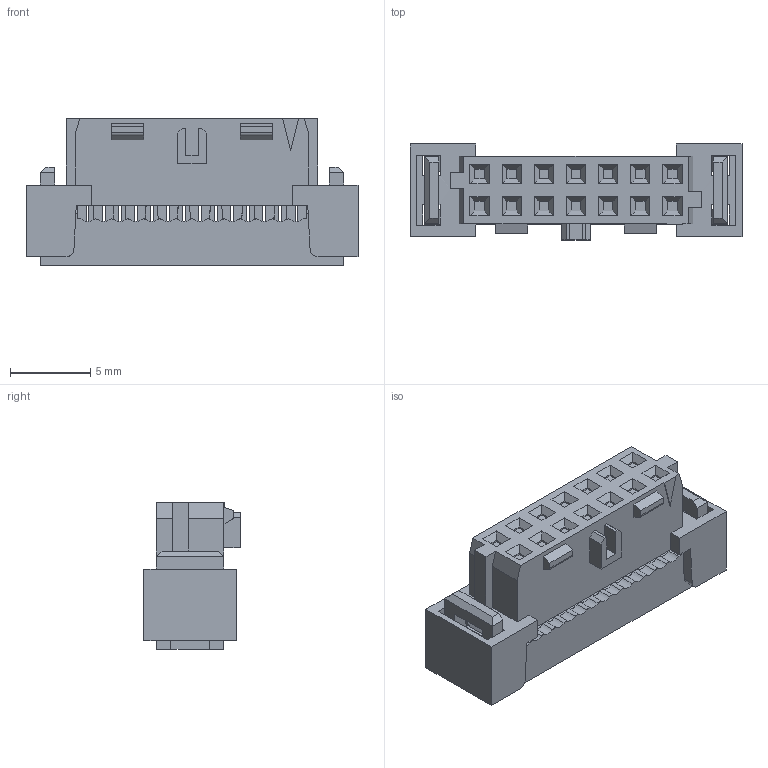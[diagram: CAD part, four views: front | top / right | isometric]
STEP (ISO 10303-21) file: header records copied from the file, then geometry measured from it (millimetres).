
FILE_DESCRIPTION( ('This file contains a STEP AP42 implementation' ,'as created by ZW3D STEP Interface translator.') ,'2;1' );
FILE_NAME( '5226-XXYPXXBW01.stp' ,'24 1 2.114136', (''), ('ZWCAD Software Co.'), 'Version 1.0', 'ZW3D to STEP translator', '' );
FILE_SCHEMA(('AUTOMOTIVE_DESIGN { 1 0 10303 214 1 1 1 1 }'));
Length unit declared in the file: millimetre
Products named in the file (2): 0; 5226-14YPS1BW01
Bounding box: 20.65 x 5.97 x 9.13 mm (x, y, z)
Volume: 557.2 mm3; surface area: 1587.2 mm2
Topology: 1 solids, 1 shells, 1265 faces, 3593 edges, 2353 vertices
Faces by surface type: plane 831, bspline 404, cylinder 30
Entity records: 47950 total; most frequent: CARTESIAN_POINT 14500, ORIENTED_EDGE 7190, DIRECTION 6195, EDGE_CURVE 3593, VECTOR 2651, LINE 2651, VERTEX_POINT 2353, AXIS2_PLACEMENT_3D 1772
